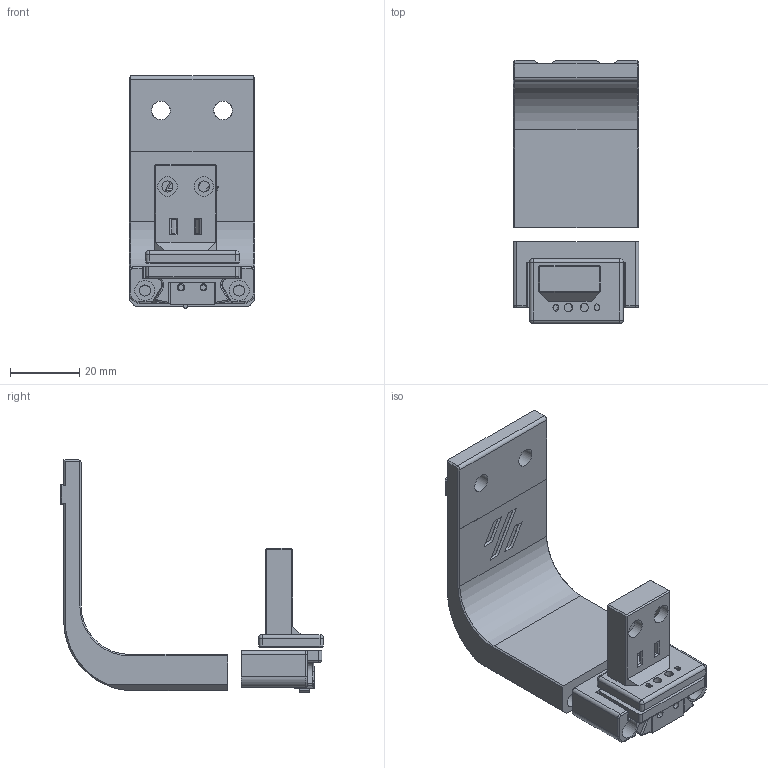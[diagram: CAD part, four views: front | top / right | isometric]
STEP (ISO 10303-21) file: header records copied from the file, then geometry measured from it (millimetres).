
FILE_DESCRIPTION(/* description */ (''),/* implementation_level */ '2;1');
FILE_NAME(/* name */ 'oc_geek.step',/* time_stamp */ '2021-06-27T23:44:46+01:00',/* author */ (''),/* organization */ (''),/* preprocessor_version */ 'ST-DEVELOPER v18.1',/* originating_system */ 'Autodesk Translation Framework v10.9.0.1377',/* authorisation */ '');
FILE_SCHEMA (('AUTOMOTIVE_DESIGN { 1 0 10303 214 3 1 1 }'));
Length unit declared in the file: millimetre
Products named in the file (9): (Unsaved); Klicky Probe AB; AB mount; Probe Dock v2; Dock Mount fixed; New Probe V2 Angled; D2F (1); D2F_BASE (1); D2F_ACTUATOR (1)
Assembly tree (8 placements, depth 4):
  (Unsaved)
    Klicky Probe AB
      AB mount
      Probe Dock v2
      Dock Mount fixed
    New Probe V2 Angled
      D2F (1)
        D2F_BASE (1)
        D2F_ACTUATOR (1)
Bounding box: 36.26 x 75.96 x 67.13 mm (x, y, z)
Volume: 37288.5 mm3; surface area: 17696.9 mm2
Topology: 6 solids, 6 shells, 409 faces, 1039 edges, 649 vertices
Faces by surface type: plane 277, cylinder 67, bspline 26, cone 25, sphere 8, torus 6
Full cylindrical faces by diameter (mm): 1.6 x2, 2 x1, 2.385 x2, 3.2 x4, 4.7 x2, 5.4 x2, 5.6 x2, 5.8 x2, 6.1 x2
Entity records: 14598 total; most frequent: CARTESIAN_POINT 4506, ORIENTED_EDGE 2070, DIRECTION 2004, EDGE_CURVE 1035, LINE 708, VECTOR 708, VERTEX_POINT 649, AXIS2_PLACEMENT_3D 648
